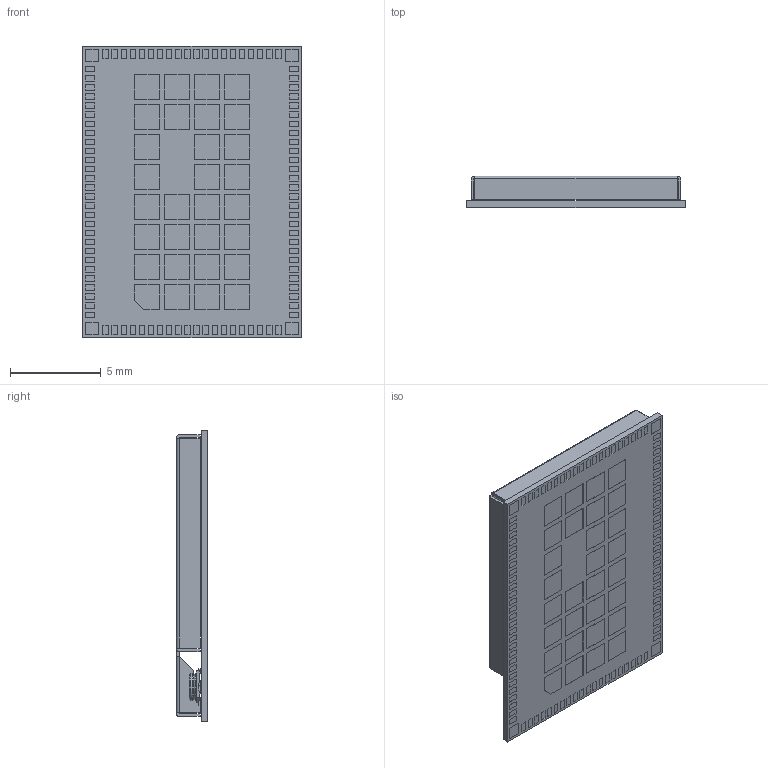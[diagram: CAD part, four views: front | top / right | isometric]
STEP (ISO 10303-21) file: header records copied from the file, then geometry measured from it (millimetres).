
FILE_DESCRIPTION((''),'2;1');
FILE_NAME('2276NF-COD-002_ASM','2019-04-30T13:37:16',('Steve.Chang'),(''),'CREO PARAMETRIC BY PTC INC, 2018400','CREO PARAMETRIC BY PTC INC, 2018400','');
FILE_SCHEMA(('CONFIG_CONTROL_DESIGN'));
Length unit declared in the file: millimetre
Products named in the file (6): 2276NF-LMC-002; NGFF-RF-CONNECTOR; 2276NF-PSC-002; 2276NF-PCB-TOP-160601; 2276NF-PCB-BOT-160603; 2276NF-COD-002_ASM
Assembly tree (6 placements, depth 2):
  2276NF-COD-002_ASM
    2276NF-LMC-002
    NGFF-RF-CONNECTOR  x2
    2276NF-PSC-002
    2276NF-PCB-TOP-160601
    2276NF-PCB-BOT-160603
Bounding box: 12 x 1.71 x 16 mm (x, y, z)
Volume: 101.8 mm3; surface area: 857.9 mm2
Topology: 4 solids, 4 shells, 877 faces, 2153 edges, 1422 vertices
Faces by surface type: plane 803, cylinder 50, cone 16, torus 8
Entity records: 23133 total; most frequent: CARTESIAN_POINT 4052, ORIENTED_EDGE 3900, DIRECTION 3640, EDGE_CURVE 1950, VECTOR 1880, LINE 1880, VERTEX_POINT 1292, EDGE_LOOP 932
